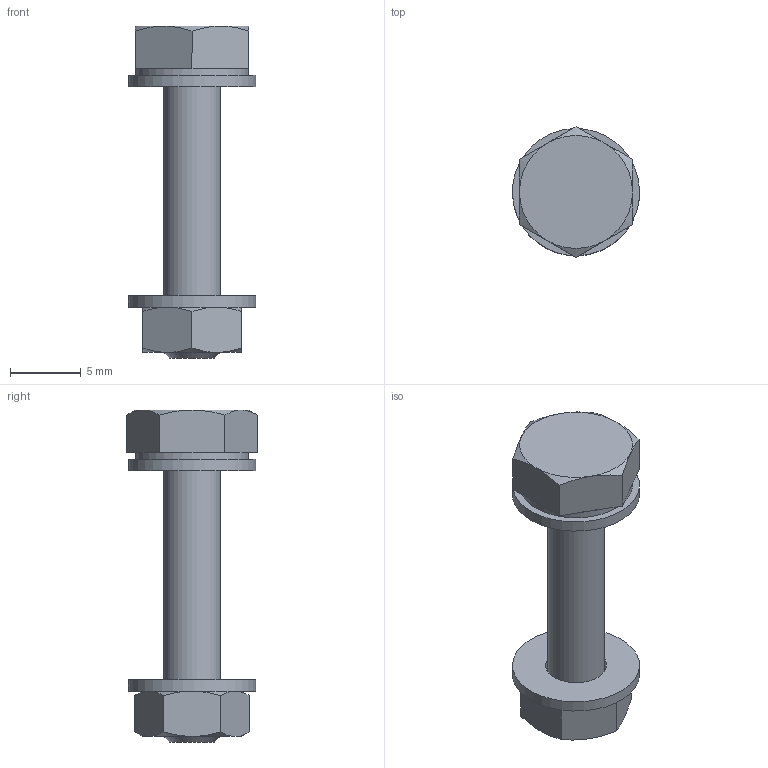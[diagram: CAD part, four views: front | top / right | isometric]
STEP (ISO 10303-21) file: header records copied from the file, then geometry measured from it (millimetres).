
FILE_DESCRIPTION(/* description */ ('STEP AP214'),/* implementation_level */ '2;1');
FILE_NAME(/* name */ 'screw_ CF16.stp',/* time_stamp */ '2024-11-10T21:52:48+01:00',/* author */ ('Andreas Weber'),/* organization */ (''),/* preprocessor_version */ 'ST-DEVELOPER v19.2',/* originating_system */ 'Autodesk Inventor 2024',/* authorisation */ '');
FILE_SCHEMA (('AUTOMOTIVE_DESIGN { 1 0 10303 214 3 1 1 }'));
Length unit declared in the file: millimetre
Products named in the file (1): 420BSC016-20
Bounding box: 8.99 x 9.24 x 23.5 mm (x, y, z)
Volume: 626.5 mm3; surface area: 885.6 mm2
Topology: 4 solids, 4 shells, 57 faces, 117 edges, 69 vertices
Faces by surface type: plane 27, cone 21, cylinder 8, torus 1
Full cylindrical faces by diameter (mm): 3.3 x1, 4 x2, 4.3 x2, 8 x1, 9 x2
Entity records: 1538 total; most frequent: CARTESIAN_POINT 316, DIRECTION 243, ORIENTED_EDGE 234, EDGE_CURVE 117, AXIS2_PLACEMENT_3D 104, VERTEX_POINT 69, EDGE_LOOP 64, FACE_OUTER_BOUND 57
